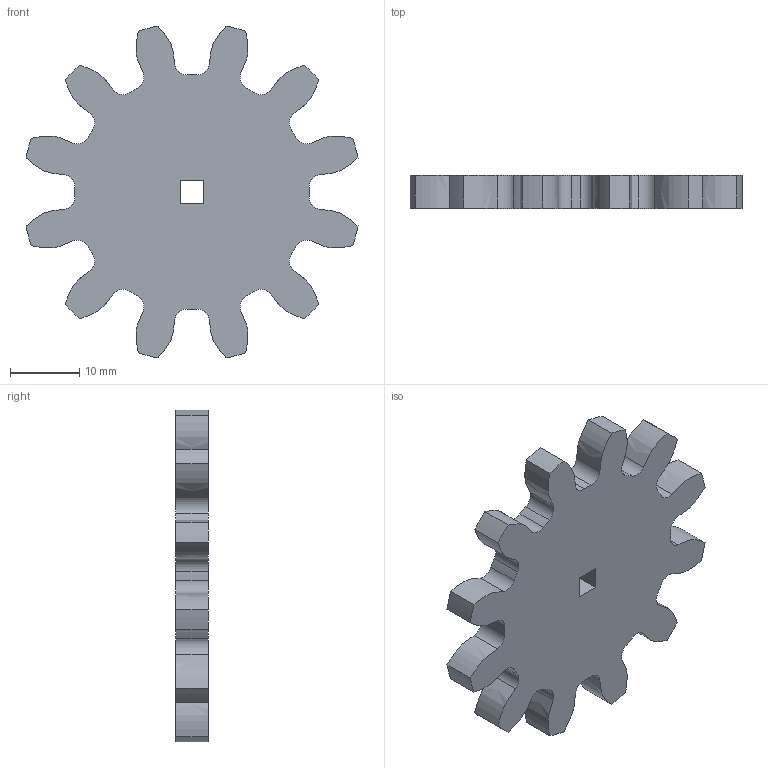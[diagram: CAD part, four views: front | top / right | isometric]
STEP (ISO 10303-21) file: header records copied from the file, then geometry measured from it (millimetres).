
FILE_DESCRIPTION(/* description */ (''),/* implementation_level */ '2;1');
FILE_NAME(/* name */ 'Spur gear (12 teeth).step',/* time_stamp */ '2024-06-27T21:56:05-05:00',/* author */ (''),/* organization */ (''),/* preprocessor_version */ 'ST-DEVELOPER v20',/* originating_system */ 'Autodesk Translation Framework v13.14.0.145',/* authorisation */ '');
FILE_SCHEMA (('AUTOMOTIVE_DESIGN { 1 0 10303 214 3 1 1 }'));
Length unit declared in the file: metre
Products named in the file (1): Spur gear (12 teeth)
Bounding box: 48.03 x 4.76 x 48.03 mm (x, y, z)
Volume: 6321.3 mm3; surface area: 3971.4 mm2
Topology: 1 solids, 1 shells, 78 faces, 228 edges, 152 vertices
Faces by surface type: cylinder 48, bspline 24, plane 6
Entity records: 5312 total; most frequent: CARTESIAN_POINT 3267, ORIENTED_EDGE 456, DIRECTION 386, EDGE_CURVE 228, VERTEX_POINT 152, AXIS2_PLACEMENT_3D 151, CIRCLE 96, LINE 84
